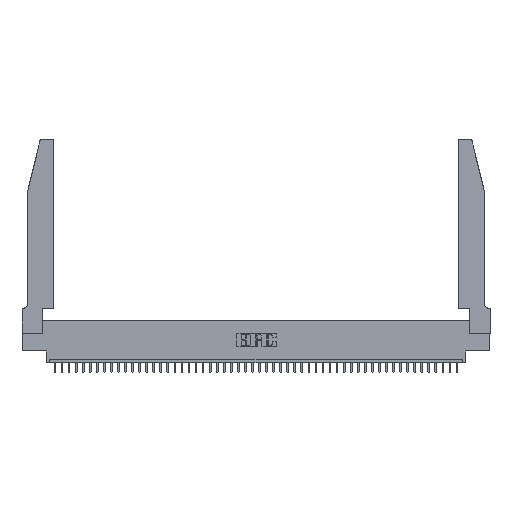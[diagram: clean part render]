
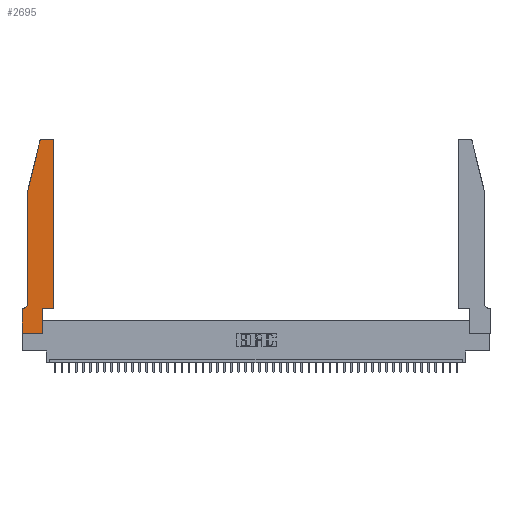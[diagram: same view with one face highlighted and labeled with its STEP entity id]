
A CAD part, top view. The second image highlights one B-rep face of the part: STEP entity #2695.
In plain terms, the highlighted planar face has unit normal (0, 0, 1).
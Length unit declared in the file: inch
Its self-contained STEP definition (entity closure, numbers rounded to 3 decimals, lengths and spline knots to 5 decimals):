
#691 = EDGE_CURVE ( 'NONE', #29374, #26319, #4743, .T. ) ;
#1222 = ORIENTED_EDGE ( 'NONE', *, *, #46182, .T. ) ;
#1813 = LINE ( 'NONE', #6426, #44984 ) ;
#2363 = EDGE_CURVE ( 'NONE', #40949, #4626, #22577, .T. ) ;
#2392 = VECTOR ( 'NONE', #41694, 39.37008 ) ;
#2695 = ADVANCED_FACE ( 'NONE', ( #44962 ), #30782, .T. ) ;
#3520 = EDGE_CURVE ( 'NONE', #35456, #40949, #38709, .T. ) ;
#3717 = VERTEX_POINT ( 'NONE', #13068 ) ;
#3848 = ORIENTED_EDGE ( 'NONE', *, *, #22677, .T. ) ;
#4158 = VECTOR ( 'NONE', #43864, 39.37008 ) ;
#4408 = ORIENTED_EDGE ( 'NONE', *, *, #28970, .T. ) ;
#4626 = VERTEX_POINT ( 'NONE', #23116 ) ;
#4743 = CIRCLE ( 'NONE', #13912, 0.03 ) ;
#5160 = DIRECTION ( 'NONE',  ( 0., -1., 0. ) ) ;
#5707 = DIRECTION ( 'NONE',  ( 1., 0., 0. ) ) ;
#6023 = VERTEX_POINT ( 'NONE', #27936 ) ;
#6209 = ORIENTED_EDGE ( 'NONE', *, *, #42776, .T. ) ;
#6278 = DIRECTION ( 'NONE',  ( 0., 0., 1. ) ) ;
#6426 = CARTESIAN_POINT ( 'NONE',  ( 0.4505, 0.35, 0.37 ) ) ;
#7582 = DIRECTION ( 'NONE',  ( 0., 0., -1. ) ) ;
#8921 = VERTEX_POINT ( 'NONE', #44172 ) ;
#9012 = CARTESIAN_POINT ( 'NONE',  ( 0.4505, 0.35, 0.37 ) ) ;
#9204 = CARTESIAN_POINT ( 'NONE',  ( 0.25487, 2.72718, 0.37 ) ) ;
#9449 = CARTESIAN_POINT ( 'NONE',  ( 0., 0.35, 0.37 ) ) ;
#9790 = AXIS2_PLACEMENT_3D ( 'NONE', #24224, #6278, #24682 ) ;
#9902 = VECTOR ( 'NONE', #5707, 39.37008 ) ;
#9938 = VECTOR ( 'NONE', #19893, 39.37008 ) ;
#9993 = LINE ( 'NONE', #12478, #43060 ) ;
#10341 = EDGE_CURVE ( 'NONE', #22317, #15878, #27918, .T. ) ;
#10354 = DIRECTION ( 'NONE',  ( 0., 0., 1. ) ) ;
#11017 = LINE ( 'NONE', #16437, #9938 ) ;
#12059 = LINE ( 'NONE', #14948, #38471 ) ;
#12478 = CARTESIAN_POINT ( 'NONE',  ( 0.0755, 2., 0.37 ) ) ;
#13056 = EDGE_LOOP ( 'NONE', ( #27865, #14483, #45972, #6209, #21602, #45876, #19710, #27234, #4408, #3848, #42800, #1222 ) ) ;
#13068 = CARTESIAN_POINT ( 'NONE',  ( 0.2865, 0.35, 0.37 ) ) ;
#13304 = CARTESIAN_POINT ( 'NONE',  ( 0.0055, 0.42, 0.37 ) ) ;
#13405 = CARTESIAN_POINT ( 'NONE',  ( 0., 0., 0.37 ) ) ;
#13912 = AXIS2_PLACEMENT_3D ( 'NONE', #16312, #10354, #46255 ) ;
#14483 = ORIENTED_EDGE ( 'NONE', *, *, #691, .T. ) ;
#14948 = CARTESIAN_POINT ( 'NONE',  ( 0.2605, 2.75, 0.37 ) ) ;
#15066 = CIRCLE ( 'NONE', #9790, 0.03 ) ;
#15582 = CARTESIAN_POINT ( 'NONE',  ( 0.2865, 0., 0.37 ) ) ;
#15878 = VERTEX_POINT ( 'NONE', #15582 ) ;
#15961 = EDGE_CURVE ( 'NONE', #8921, #29374, #12059, .T. ) ;
#16312 = CARTESIAN_POINT ( 'NONE',  ( 0.284, 2.72, 0.37 ) ) ;
#16437 = CARTESIAN_POINT ( 'NONE',  ( 0.4505, 0.35, 0.37 ) ) ;
#18886 = DIRECTION ( 'NONE',  ( -1., 0., 0. ) ) ;
#18999 = CARTESIAN_POINT ( 'NONE',  ( 0.0755, 0.35, 0.37 ) ) ;
#19525 = EDGE_CURVE ( 'NONE', #38221, #6023, #1813, .T. ) ;
#19710 = ORIENTED_EDGE ( 'NONE', *, *, #29244, .T. ) ;
#19893 = DIRECTION ( 'NONE',  ( 1., 0., 0. ) ) ;
#20395 = DIRECTION ( 'NONE',  ( 0., -1., 0. ) ) ;
#21003 = CARTESIAN_POINT ( 'NONE',  ( 0.0755, 2., 0.37 ) ) ;
#21602 = ORIENTED_EDGE ( 'NONE', *, *, #3520, .T. ) ;
#21794 = CARTESIAN_POINT ( 'NONE',  ( 0.0055, 0.35, 0.37 ) ) ;
#22317 = VERTEX_POINT ( 'NONE', #13405 ) ;
#22577 = LINE ( 'NONE', #18999, #2392 ) ;
#22677 = EDGE_CURVE ( 'NONE', #3717, #38221, #11017, .T. ) ;
#23116 = CARTESIAN_POINT ( 'NONE',  ( 0., 0.35, 0.37 ) ) ;
#24224 = CARTESIAN_POINT ( 'NONE',  ( 0.4205, 2.72, 0.37 ) ) ;
#24682 = DIRECTION ( 'NONE',  ( 1., 0., 0. ) ) ;
#26319 = VERTEX_POINT ( 'NONE', #9204 ) ;
#26436 = CARTESIAN_POINT ( 'NONE',  ( 0.0755, 2., 0.37 ) ) ;
#27047 = DIRECTION ( 'NONE',  ( 0., 0., 1. ) ) ;
#27234 = ORIENTED_EDGE ( 'NONE', *, *, #10341, .T. ) ;
#27801 = VECTOR ( 'NONE', #30486, 39.37008 ) ;
#27815 = LINE ( 'NONE', #21003, #4158 ) ;
#27865 = ORIENTED_EDGE ( 'NONE', *, *, #15961, .T. ) ;
#27918 = LINE ( 'NONE', #45726, #9902 ) ;
#27936 = CARTESIAN_POINT ( 'NONE',  ( 0.4505, 2.72, 0.37 ) ) ;
#28970 = EDGE_CURVE ( 'NONE', #15878, #3717, #38943, .T. ) ;
#29001 = AXIS2_PLACEMENT_3D ( 'NONE', #13304, #7582, #32831 ) ;
#29244 = EDGE_CURVE ( 'NONE', #4626, #22317, #41713, .T. ) ;
#29374 = VERTEX_POINT ( 'NONE', #36352 ) ;
#30486 = DIRECTION ( 'NONE',  ( 0., 1., 0. ) ) ;
#30782 = PLANE ( 'NONE',  #30813 ) ;
#30813 = AXIS2_PLACEMENT_3D ( 'NONE', #9449, #27047, #41070 ) ;
#31531 = EDGE_CURVE ( 'NONE', #26319, #45359, #27815, .T. ) ;
#32831 = DIRECTION ( 'NONE',  ( -1., 0., 0. ) ) ;
#33817 = CARTESIAN_POINT ( 'NONE',  ( 0.0755, 0.42, 0.37 ) ) ;
#33890 = VECTOR ( 'NONE', #5160, 39.37008 ) ;
#35456 = VERTEX_POINT ( 'NONE', #33817 ) ;
#36352 = CARTESIAN_POINT ( 'NONE',  ( 0.284, 2.75, 0.37 ) ) ;
#37133 = CARTESIAN_POINT ( 'NONE',  ( 0., 0., 0.37 ) ) ;
#38221 = VERTEX_POINT ( 'NONE', #9012 ) ;
#38471 = VECTOR ( 'NONE', #18886, 39.37008 ) ;
#38709 = CIRCLE ( 'NONE', #29001, 0.07 ) ;
#38733 = DIRECTION ( 'NONE',  ( 0., 1., 0. ) ) ;
#38943 = LINE ( 'NONE', #44097, #27801 ) ;
#40949 = VERTEX_POINT ( 'NONE', #21794 ) ;
#41070 = DIRECTION ( 'NONE',  ( 1., 0., 0. ) ) ;
#41694 = DIRECTION ( 'NONE',  ( -1., 0., 0. ) ) ;
#41713 = LINE ( 'NONE', #37133, #33890 ) ;
#42776 = EDGE_CURVE ( 'NONE', #45359, #35456, #9993, .T. ) ;
#42800 = ORIENTED_EDGE ( 'NONE', *, *, #19525, .T. ) ;
#43060 = VECTOR ( 'NONE', #20395, 39.37008 ) ;
#43864 = DIRECTION ( 'NONE',  ( -0.239, -0.971, 0. ) ) ;
#44097 = CARTESIAN_POINT ( 'NONE',  ( 0.2865, 0.35, 0.37 ) ) ;
#44172 = CARTESIAN_POINT ( 'NONE',  ( 0.4205, 2.75, 0.37 ) ) ;
#44962 = FACE_OUTER_BOUND ( 'NONE', #13056, .T. ) ;
#44984 = VECTOR ( 'NONE', #38733, 39.37008 ) ;
#45359 = VERTEX_POINT ( 'NONE', #26436 ) ;
#45726 = CARTESIAN_POINT ( 'NONE',  ( 0., 0., 0.37 ) ) ;
#45876 = ORIENTED_EDGE ( 'NONE', *, *, #2363, .T. ) ;
#45972 = ORIENTED_EDGE ( 'NONE', *, *, #31531, .T. ) ;
#46182 = EDGE_CURVE ( 'NONE', #6023, #8921, #15066, .T. ) ;
#46255 = DIRECTION ( 'NONE',  ( 1., 0., 0. ) ) ;
